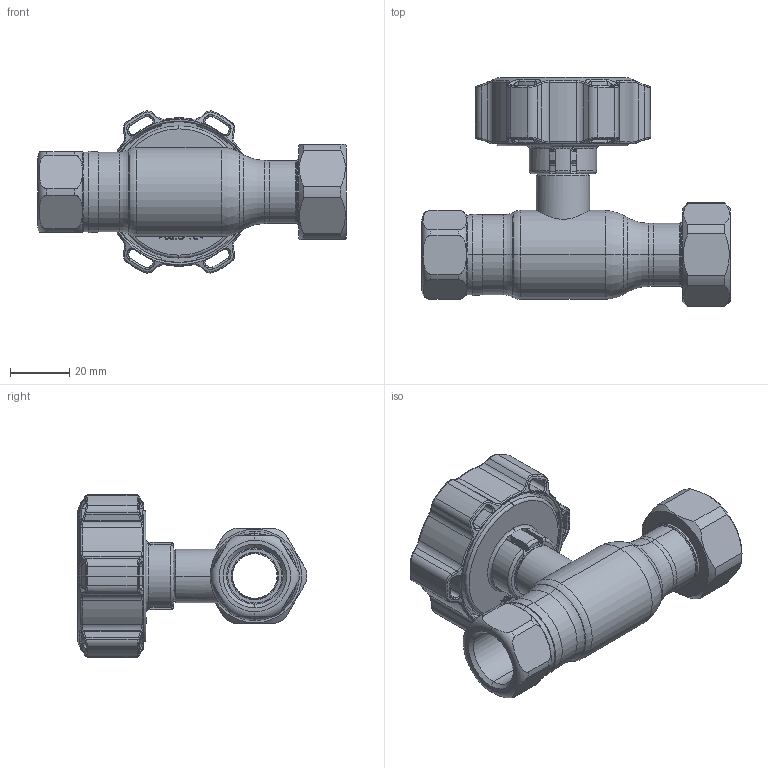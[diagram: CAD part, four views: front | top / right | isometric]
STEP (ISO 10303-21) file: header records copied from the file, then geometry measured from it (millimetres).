
FILE_DESCRIPTION (( 'STEP AP214' ), '1' );
FILE_NAME ('2015002200-0200.step', '2024-01-11T11:24:52', ( '' ), ( '' ), 'SwSTEP 2.0', 'SolidWorks 2021', '' );
FILE_SCHEMA (( 'AUTOMOTIVE_DESIGN' ));
Length unit declared in the file: millimetre
Products named in the file (1): 2015002200-0200
Bounding box: 103.8 x 77.29 x 54.57 mm (x, y, z)
Surface area: 29105.8 mm2 (no closed solid volume)
Topology: 0 solids, 11 shells, 584 faces, 1622 edges, 1025 vertices
Faces by surface type: bspline 179, cylinder 146, plane 108, torus 93, cone 58
Entity records: 34995 total; most frequent: CARTESIAN_POINT 15250, ORIENTED_EDGE 2958, DIRECTION 2380, EDGE_CURVE 1622, VERTEX_POINT 1025, AXIS2_PLACEMENT_3D 960, EDGE_LOOP 620, UNCERTAINTY_MEASURE_WITH_UNIT 586
